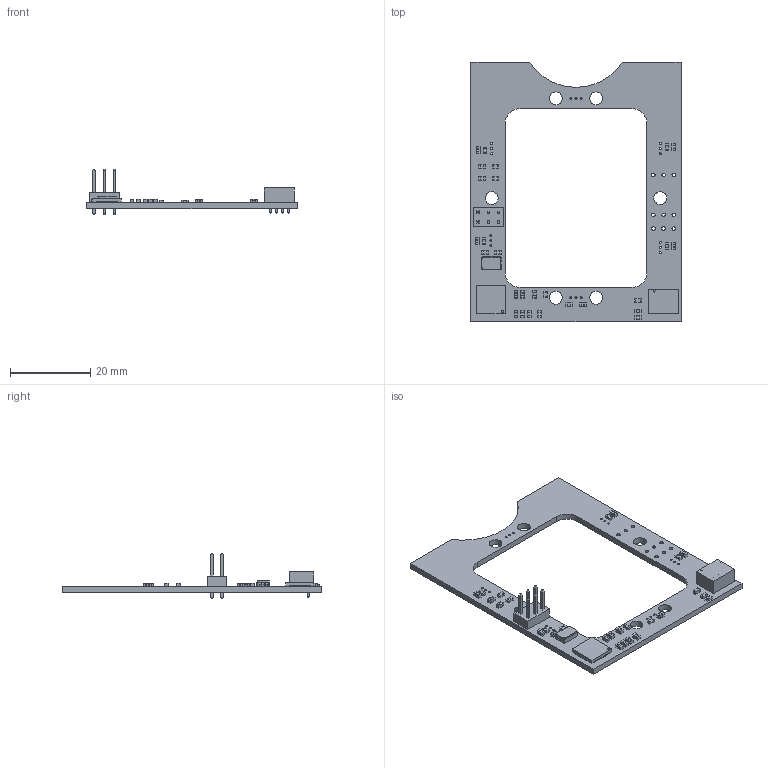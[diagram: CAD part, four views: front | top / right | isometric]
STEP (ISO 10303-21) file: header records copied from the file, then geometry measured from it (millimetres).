
FILE_DESCRIPTION(('Open CASCADE Model'),'2;1');
FILE_NAME('Open CASCADE Shape Model','2023-06-22T21:04:04',('Author'),( 'Open CASCADE'),'Open CASCADE STEP processor 6.8','Open CASCADE 6.8' ,'Unknown');
FILE_SCHEMA(('AUTOMOTIVE_DESIGN { 1 0 10303 214 1 1 1 1 }'));
Length unit declared in the file: millimetre
Products named in the file (43): PCB; Board; Open CASCADE STEP translator 6.8 1.1.1; U1; ATMEGA32U4-MU; R10; RES_RC0603_YAG; R9; R8; R7; R6; R5; R4; R3; R2; R1; J1; S4B-ZR_LF__SN_; Body; LeadsArray; F1; MF-FSMF050X-2; C16; 0603_AVX; C15; C14; C13; C12; C11; C10; C9; C8; C7; C6; C5; C4; C3; C2; C1; Y1 ...
Assembly tree (66 placements, depth 4):
  PCB
    Board
      Open CASCADE STEP translator 6.8 1.1.1
    U1
      ATMEGA32U4-MU
    R10
      RES_RC0603_YAG
    R9
      RES_RC0603_YAG
    R8
      RES_RC0603_YAG
    R7
      RES_RC0603_YAG
    R6
      RES_RC0603_YAG
    R5
      RES_RC0603_YAG
    R4
      RES_RC0603_YAG
    R3
      RES_RC0603_YAG
    R2
      RES_RC0603_YAG
    R1
      RES_RC0603_YAG
    J1
      S4B-ZR_LF__SN_
        Body
        LeadsArray
    F1
      MF-FSMF050X-2
    C16
      0603_AVX
    C15
      0603_AVX
    C14
      0603_AVX
    C13
      0603_AVX
    C12
      0603_AVX
    C11
      0603_AVX
    C10
      0603_AVX
    C9
      0603_AVX
    C8
      0603_AVX
    C7
      0603_AVX
    C6
      0603_AVX
    C5
      0603_AVX
    C4
      0603_AVX
    C3
      0603_AVX
    C2
Bounding box: 52.26 x 64.5 x 11.43 mm (x, y, z)
Volume: 2822.1 mm3; surface area: 5414.3 mm2
Topology: 160 solids, 160 shells, 1543 faces, 3545 edges, 2294 vertices
Faces by surface type: plane 1338, cylinder 205
Full cylindrical faces by diameter (mm): 0.5 x18, 0.8 x4, 0.9 x9, 1.016 x6, 3.2 x5
Entity records: 30761 total; most frequent: CARTESIAN_POINT 4737, DIRECTION 4667, ORIENTED_EDGE 4522, EDGE_CURVE 2261, LINE 1851, VECTOR 1851, VERTEX_POINT 1478, AXIS2_PLACEMENT_3D 1408
